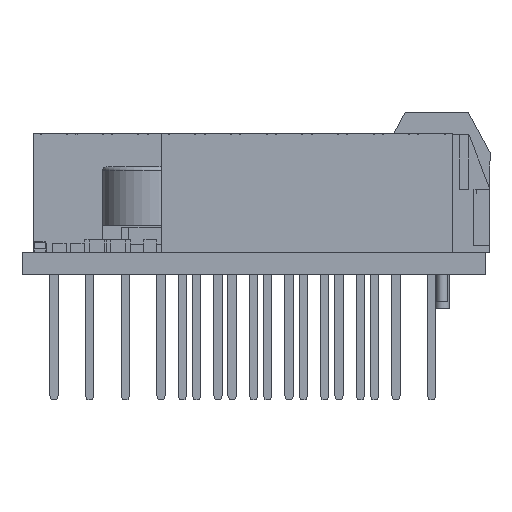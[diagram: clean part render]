
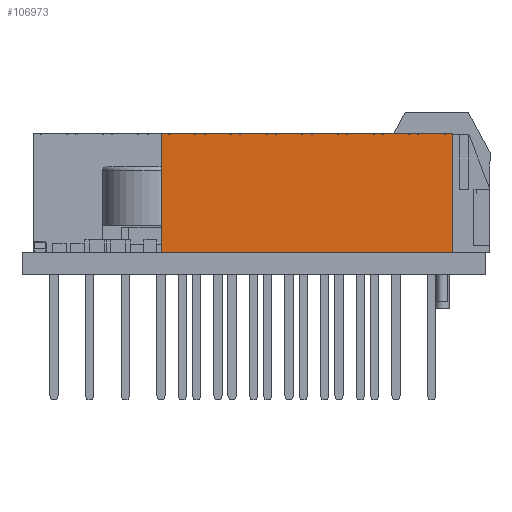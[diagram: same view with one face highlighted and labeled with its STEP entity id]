
A CAD part, front view. The second image highlights one B-rep face of the part: STEP entity #106973.
In plain terms, the highlighted planar face has unit normal (0, -1, 0).
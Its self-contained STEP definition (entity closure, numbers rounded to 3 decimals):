
#591 = DIRECTION ( 'NONE',  ( -1., 0., 0. ) ) ;
#11829 = VECTOR ( 'NONE', #117010, 1000. ) ;
#16114 = EDGE_CURVE ( 'NONE', #57175, #107367, #70230, .T. ) ;
#21996 = VECTOR ( 'NONE', #33721, 1000. ) ;
#23977 = VECTOR ( 'NONE', #92504, 1000. ) ;
#24427 = EDGE_CURVE ( 'NONE', #107367, #140244, #58728, .T. ) ;
#31588 = EDGE_CURVE ( 'NONE', #57175, #64822, #68244, .T. ) ;
#33721 = DIRECTION ( 'NONE',  ( 0., 0., -1. ) ) ;
#34230 = CARTESIAN_POINT ( 'NONE',  ( 9.96, 0.324, 10.66 ) ) ;
#39139 = EDGE_LOOP ( 'NONE', ( #133771, #48984, #107345, #142946 ) ) ;
#44887 = CARTESIAN_POINT ( 'NONE',  ( 9.96, 0.324, 1.575 ) ) ;
#48984 = ORIENTED_EDGE ( 'NONE', *, *, #31588, .F. ) ;
#57175 = VERTEX_POINT ( 'NONE', #134746 ) ;
#58728 = LINE ( 'NONE', #34230, #23977 ) ;
#64822 = VERTEX_POINT ( 'NONE', #85896 ) ;
#68244 = LINE ( 'NONE', #115059, #21996 ) ;
#70230 = LINE ( 'NONE', #90180, #11829 ) ;
#81513 = AXIS2_PLACEMENT_3D ( 'NONE', #119910, #107618, #96099 ) ;
#85896 = CARTESIAN_POINT ( 'NONE',  ( 30.68, 0.324, 1.575 ) ) ;
#90180 = CARTESIAN_POINT ( 'NONE',  ( 30.48, 0.324, 10.075 ) ) ;
#92504 = DIRECTION ( 'NONE',  ( 0., 0., -1. ) ) ;
#93146 = EDGE_CURVE ( 'NONE', #64822, #140244, #94140, .T. ) ;
#94140 = LINE ( 'NONE', #105646, #130574 ) ;
#96099 = DIRECTION ( 'NONE',  ( 0., 0., 1. ) ) ;
#99083 = FACE_OUTER_BOUND ( 'NONE', #39139, .T. ) ;
#105646 = CARTESIAN_POINT ( 'NONE',  ( 30.48, 0.324, 1.575 ) ) ;
#106973 = ADVANCED_FACE ( 'NONE', ( #99083 ), #109893, .T. ) ;
#107345 = ORIENTED_EDGE ( 'NONE', *, *, #16114, .T. ) ;
#107367 = VERTEX_POINT ( 'NONE', #120490 ) ;
#107618 = DIRECTION ( 'NONE',  ( 0., -1., 0. ) ) ;
#109893 = PLANE ( 'NONE',  #81513 ) ;
#115059 = CARTESIAN_POINT ( 'NONE',  ( 30.68, 0.324, 10.66 ) ) ;
#117010 = DIRECTION ( 'NONE',  ( -1., 0., 0. ) ) ;
#119910 = CARTESIAN_POINT ( 'NONE',  ( 30.48, 0.324, 10.075 ) ) ;
#120490 = CARTESIAN_POINT ( 'NONE',  ( 9.96, 0.324, 10.075 ) ) ;
#130574 = VECTOR ( 'NONE', #591, 1000. ) ;
#133771 = ORIENTED_EDGE ( 'NONE', *, *, #93146, .F. ) ;
#134746 = CARTESIAN_POINT ( 'NONE',  ( 30.68, 0.324, 10.075 ) ) ;
#140244 = VERTEX_POINT ( 'NONE', #44887 ) ;
#142946 = ORIENTED_EDGE ( 'NONE', *, *, #24427, .T. ) ;
